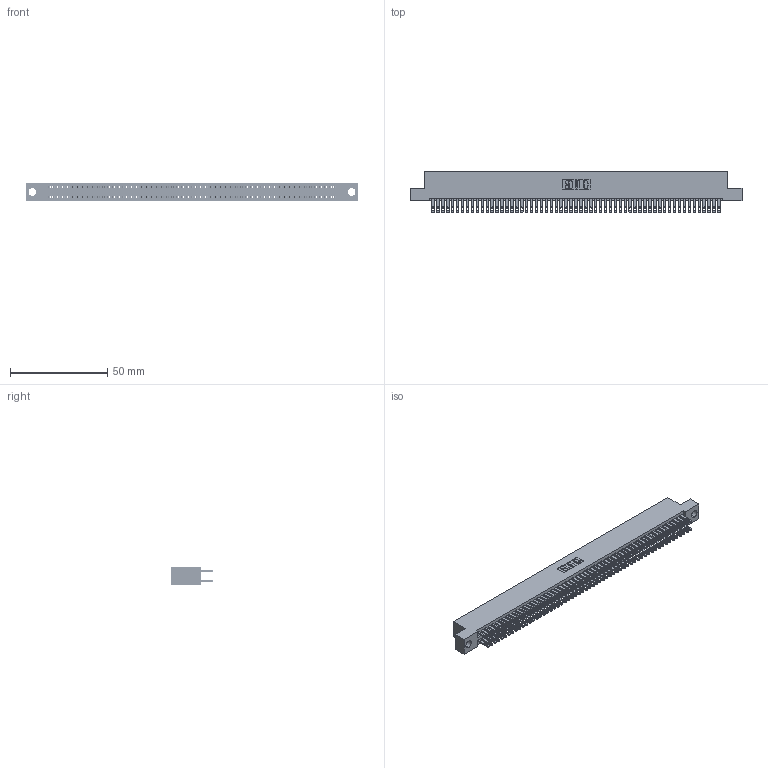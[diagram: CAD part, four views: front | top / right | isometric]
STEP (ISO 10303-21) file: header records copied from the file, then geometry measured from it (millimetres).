
FILE_DESCRIPTION (( 'STEP AP203' ), '1' );
FILE_NAME ('345-118-500-204.STEP', '2018-10-18T20:44:38', ( '' ), ( '' ), 'SwSTEP 2.0', 'SolidWorks 2016', '' );
FILE_SCHEMA (( 'CONFIG_CONTROL_DESIGN' ));
Length unit declared in the file: inch
Products named in the file (3): 345-292-001_345-293-100; 345 Part_Flush Mounting Lugs - 0.156 Dia-TH; 345-118-500-204
Assembly tree (119 placements, depth 2):
  345-118-500-204
    345 Part_Flush Mounting Lugs - 0.156 Dia-TH
    345-292-001_345-293-100  x118
Bounding box: 171.07 x 21.51 x 9.4 mm (x, y, z)
Volume: 17048.4 mm3; surface area: 26548.3 mm2
Topology: 119 solids, 119 shells, 5554 faces, 16979 edges, 11318 vertices
Faces by surface type: plane 3266, cylinder 2288
Entity records: 43937 total; most frequent: CARTESIAN_POINT 7348, ORIENTED_EDGE 7282, DIRECTION 6461, EDGE_CURVE 3641, LINE 3269, VECTOR 3269, VERTEX_POINT 2426, AXIS2_PLACEMENT_3D 1596
